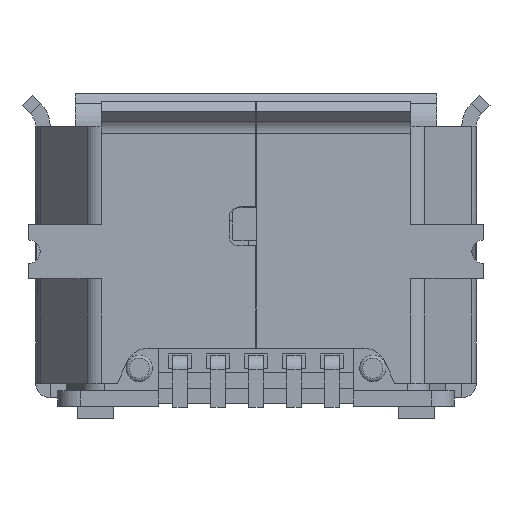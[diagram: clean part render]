
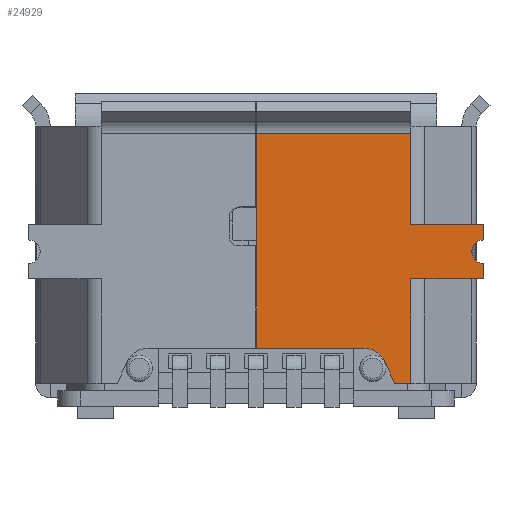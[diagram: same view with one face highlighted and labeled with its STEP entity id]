
A CAD part, front view. The second image highlights one B-rep face of the part: STEP entity #24929.
In plain terms, the highlighted planar face has unit normal (0, -1, 0).
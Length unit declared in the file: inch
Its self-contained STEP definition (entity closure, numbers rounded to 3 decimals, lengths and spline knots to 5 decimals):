
#229 = CARTESIAN_POINT ( 'NONE',  ( 0.33325, 0.08684, 0.24191 ) ) ;
#304 = CARTESIAN_POINT ( 'NONE',  ( 0.1801, 0.08684, 0.31856 ) ) ;
#347 = VERTEX_POINT ( 'NONE', #24512 ) ;
#486 = VECTOR ( 'NONE', #15870, 39.37008 ) ;
#495 = CIRCLE ( 'NONE', #24402, 0.00799 ) ;
#661 = LINE ( 'NONE', #5176, #11004 ) ;
#734 = ORIENTED_EDGE ( 'NONE', *, *, #4713, .F. ) ;
#819 = ORIENTED_EDGE ( 'NONE', *, *, #13498, .F. ) ;
#979 = CIRCLE ( 'NONE', #16822, 0.01575 ) ;
#1702 = DIRECTION ( 'NONE',  ( -1., 0., 0. ) ) ;
#1930 = CARTESIAN_POINT ( 'NONE',  ( 0.28404, 0.08684, 0.14534 ) ) ;
#2427 = VECTOR ( 'NONE', #16513, 39.37008 ) ;
#3096 = LINE ( 'NONE', #13216, #8850 ) ;
#3300 = EDGE_CURVE ( 'NONE', #4599, #347, #979, .T. ) ;
#3410 = FACE_OUTER_BOUND ( 'NONE', #11467, .T. ) ;
#3624 = LINE ( 'NONE', #10728, #18564 ) ;
#3931 = VECTOR ( 'NONE', #22484, 39.37008 ) ;
#3963 = CARTESIAN_POINT ( 'NONE',  ( 0.1801, 0.08684, 0.31367 ) ) ;
#4343 = ORIENTED_EDGE ( 'NONE', *, *, #15637, .F. ) ;
#4599 = VERTEX_POINT ( 'NONE', #18620 ) ;
#4713 = EDGE_CURVE ( 'NONE', #11020, #18374, #11125, .T. ) ;
#4736 = DIRECTION ( 'NONE',  ( 0., -1., 0. ) ) ;
#5068 = CARTESIAN_POINT ( 'NONE',  ( 0.33325, 0.08684, 0.23392 ) ) ;
#5099 = DIRECTION ( 'NONE',  ( 0., 0., -1. ) ) ;
#5176 = CARTESIAN_POINT ( 'NONE',  ( 0.33325, 0.08684, 0.22593 ) ) ;
#5291 = ORIENTED_EDGE ( 'NONE', *, *, #12435, .F. ) ;
#5622 = EDGE_CURVE ( 'NONE', #15949, #7435, #661, .T. ) ;
#5799 = ORIENTED_EDGE ( 'NONE', *, *, #22686, .F. ) ;
#6129 = CARTESIAN_POINT ( 'NONE',  ( 0.28404, 0.08684, 0.31856 ) ) ;
#6267 = VERTEX_POINT ( 'NONE', #8812 ) ;
#6887 = ORIENTED_EDGE ( 'NONE', *, *, #23587, .T. ) ;
#7032 = DIRECTION ( 'NONE',  ( 0., 0., 1. ) ) ;
#7167 = DIRECTION ( 'NONE',  ( -1., 0., 0. ) ) ;
#7381 = CARTESIAN_POINT ( 'NONE',  ( 0.25235, 0.08684, 0.15321 ) ) ;
#7435 = VERTEX_POINT ( 'NONE', #10089 ) ;
#8094 = DIRECTION ( 'NONE',  ( 0., 0., -1. ) ) ;
#8520 = DIRECTION ( 'NONE',  ( 1., 0., 0. ) ) ;
#8571 = CARTESIAN_POINT ( 'NONE',  ( 0.33325, 0.08684, 0.25223 ) ) ;
#8812 = CARTESIAN_POINT ( 'NONE',  ( 0.27321, 0.08684, 0.14534 ) ) ;
#8850 = VECTOR ( 'NONE', #15155, 39.37008 ) ;
#8971 = EDGE_CURVE ( 'NONE', #21346, #19967, #22533, .T. ) ;
#9021 = ORIENTED_EDGE ( 'NONE', *, *, #23702, .F. ) ;
#9339 = DIRECTION ( 'NONE',  ( 0., 0., -1. ) ) ;
#10089 = CARTESIAN_POINT ( 'NONE',  ( 0.33325, 0.08684, 0.21561 ) ) ;
#10728 = CARTESIAN_POINT ( 'NONE',  ( 0.33325, 0.08684, 0.25223 ) ) ;
#10805 = LINE ( 'NONE', #24148, #20594 ) ;
#11004 = VECTOR ( 'NONE', #5099, 39.37008 ) ;
#11020 = VERTEX_POINT ( 'NONE', #13812 ) ;
#11125 = LINE ( 'NONE', #21081, #21488 ) ;
#11467 = EDGE_LOOP ( 'NONE', ( #4343, #15417, #5799, #5291, #734, #819, #11921, #17720, #20823, #21339, #23250, #9021, #6887 ) ) ;
#11815 = CARTESIAN_POINT ( 'NONE',  ( 0.1801, 0.08684, 0.16896 ) ) ;
#11921 = ORIENTED_EDGE ( 'NONE', *, *, #5622, .F. ) ;
#12078 = VECTOR ( 'NONE', #8094, 39.37008 ) ;
#12435 = EDGE_CURVE ( 'NONE', #18374, #6267, #17882, .T. ) ;
#12709 = VERTEX_POINT ( 'NONE', #11815 ) ;
#12716 = DIRECTION ( 'NONE',  ( 1., 0., 0. ) ) ;
#13216 = CARTESIAN_POINT ( 'NONE',  ( 0.33325, 0.08684, 0.21561 ) ) ;
#13498 = EDGE_CURVE ( 'NONE', #7435, #11020, #3096, .T. ) ;
#13812 = CARTESIAN_POINT ( 'NONE',  ( 0.28404, 0.08684, 0.21561 ) ) ;
#14284 = EDGE_CURVE ( 'NONE', #24940, #20081, #22447, .T. ) ;
#14895 = LINE ( 'NONE', #15312, #20084 ) ;
#15155 = DIRECTION ( 'NONE',  ( -1., 0., 0. ) ) ;
#15312 = CARTESIAN_POINT ( 'NONE',  ( 0.25235, 0.08684, 0.16896 ) ) ;
#15417 = ORIENTED_EDGE ( 'NONE', *, *, #3300, .F. ) ;
#15637 = EDGE_CURVE ( 'NONE', #347, #12709, #14895, .T. ) ;
#15870 = DIRECTION ( 'NONE',  ( 0., 0., -1. ) ) ;
#15949 = VERTEX_POINT ( 'NONE', #22157 ) ;
#16267 = AXIS2_PLACEMENT_3D ( 'NONE', #16429, #4736, #18394 ) ;
#16429 = CARTESIAN_POINT ( 'NONE',  ( 0.1801, 0.08684, 0.31856 ) ) ;
#16513 = DIRECTION ( 'NONE',  ( 0., 0., -1. ) ) ;
#16822 = AXIS2_PLACEMENT_3D ( 'NONE', #7381, #21034, #9339 ) ;
#17452 = CARTESIAN_POINT ( 'NONE',  ( 0.33325, 0.08684, 0.25223 ) ) ;
#17720 = ORIENTED_EDGE ( 'NONE', *, *, #18200, .F. ) ;
#17882 = LINE ( 'NONE', #20815, #23042 ) ;
#18200 = EDGE_CURVE ( 'NONE', #19967, #15949, #495, .T. ) ;
#18374 = VERTEX_POINT ( 'NONE', #1930 ) ;
#18394 = DIRECTION ( 'NONE',  ( 1., 0., 0. ) ) ;
#18564 = VECTOR ( 'NONE', #12716, 39.37008 ) ;
#18620 = CARTESIAN_POINT ( 'NONE',  ( 0.2667, 0.08684, 0.15971 ) ) ;
#18733 = DIRECTION ( 'NONE',  ( 0., -1., 0. ) ) ;
#18964 = DIRECTION ( 'NONE',  ( 0., 0., -1. ) ) ;
#19493 = CARTESIAN_POINT ( 'NONE',  ( 0.28404, 0.08684, 0.25223 ) ) ;
#19496 = LINE ( 'NONE', #20570, #3931 ) ;
#19907 = VERTEX_POINT ( 'NONE', #3963 ) ;
#19967 = VERTEX_POINT ( 'NONE', #229 ) ;
#20081 = VERTEX_POINT ( 'NONE', #19493 ) ;
#20084 = VECTOR ( 'NONE', #1702, 39.37008 ) ;
#20277 = PLANE ( 'NONE',  #16267 ) ;
#20362 = CARTESIAN_POINT ( 'NONE',  ( 0.28404, 0.08684, 0.31367 ) ) ;
#20570 = CARTESIAN_POINT ( 'NONE',  ( 0.27321, 0.08684, 0.14534 ) ) ;
#20594 = VECTOR ( 'NONE', #8520, 39.37008 ) ;
#20815 = CARTESIAN_POINT ( 'NONE',  ( 0.27321, 0.08684, 0.14534 ) ) ;
#20823 = ORIENTED_EDGE ( 'NONE', *, *, #8971, .F. ) ;
#21034 = DIRECTION ( 'NONE',  ( 0., -1., 0. ) ) ;
#21047 = EDGE_CURVE ( 'NONE', #20081, #21346, #3624, .T. ) ;
#21081 = CARTESIAN_POINT ( 'NONE',  ( 0.28404, 0.08684, 0.31856 ) ) ;
#21210 = LINE ( 'NONE', #304, #486 ) ;
#21339 = ORIENTED_EDGE ( 'NONE', *, *, #21047, .F. ) ;
#21346 = VERTEX_POINT ( 'NONE', #17452 ) ;
#21488 = VECTOR ( 'NONE', #18964, 39.37008 ) ;
#22157 = CARTESIAN_POINT ( 'NONE',  ( 0.33325, 0.08684, 0.22593 ) ) ;
#22447 = LINE ( 'NONE', #6129, #12078 ) ;
#22484 = DIRECTION ( 'NONE',  ( -0.413, 0., 0.911 ) ) ;
#22533 = LINE ( 'NONE', #8571, #2427 ) ;
#22686 = EDGE_CURVE ( 'NONE', #6267, #4599, #19496, .T. ) ;
#23042 = VECTOR ( 'NONE', #7167, 39.37008 ) ;
#23250 = ORIENTED_EDGE ( 'NONE', *, *, #14284, .F. ) ;
#23587 = EDGE_CURVE ( 'NONE', #19907, #12709, #21210, .T. ) ;
#23702 = EDGE_CURVE ( 'NONE', #19907, #24940, #10805, .T. ) ;
#24148 = CARTESIAN_POINT ( 'NONE',  ( 0.1801, 0.08684, 0.31367 ) ) ;
#24402 = AXIS2_PLACEMENT_3D ( 'NONE', #5068, #18733, #7032 ) ;
#24512 = CARTESIAN_POINT ( 'NONE',  ( 0.25235, 0.08684, 0.16896 ) ) ;
#24929 = ADVANCED_FACE ( 'NONE', ( #3410 ), #20277, .T. ) ;
#24940 = VERTEX_POINT ( 'NONE', #20362 ) ;
